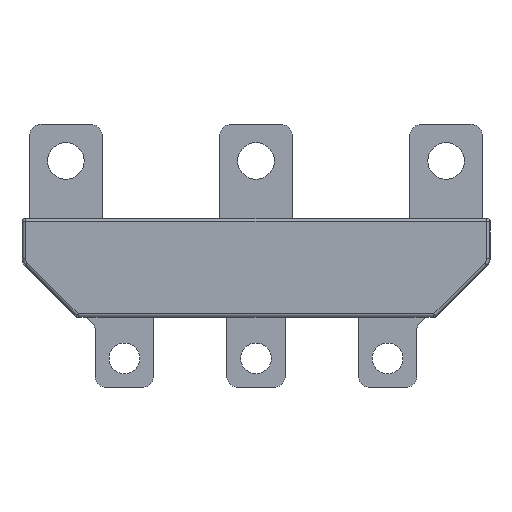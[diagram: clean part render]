
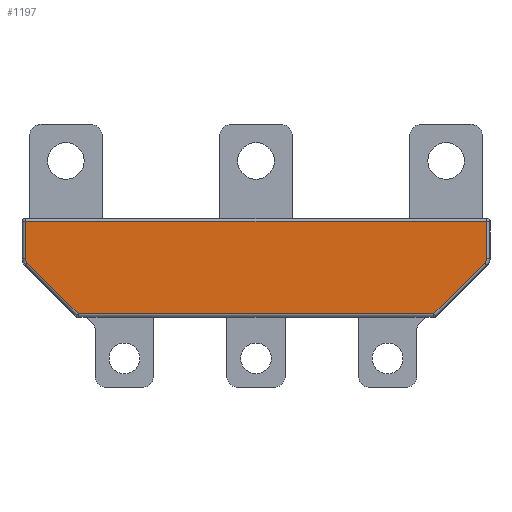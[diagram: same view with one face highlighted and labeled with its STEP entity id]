
A CAD part, top view. The second image highlights one B-rep face of the part: STEP entity #1197.
In plain terms, the highlighted planar face has unit normal (0, 0, 1).
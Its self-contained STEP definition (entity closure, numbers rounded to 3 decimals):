
#1197=ADVANCED_FACE('PLAN_FACE7',(#1885),#1692,.T.);
#1692=PLANE('',#9070);
#1885=FACE_OUTER_BOUND('',#2336,.T.);
#2336=EDGE_LOOP('',(#3013,#3014,#3015,#3016,#3017,#3018,#3019,#3020));
#2893=ELLIPSE('',#9068,2.,2.);
#2894=ELLIPSE('',#9069,2.,2.);
#3013=ORIENTED_EDGE('',*,*,#6508,.T.);
#3014=ORIENTED_EDGE('',*,*,#6509,.T.);
#3015=ORIENTED_EDGE('',*,*,#6510,.T.);
#3016=ORIENTED_EDGE('',*,*,#6511,.T.);
#3017=ORIENTED_EDGE('',*,*,#6512,.T.);
#3018=ORIENTED_EDGE('',*,*,#6513,.T.);
#3019=ORIENTED_EDGE('',*,*,#6514,.T.);
#3020=ORIENTED_EDGE('',*,*,#6515,.T.);
#5610=VERTEX_POINT('',#12082);
#5611=VERTEX_POINT('',#12083);
#5612=VERTEX_POINT('',#12085);
#5613=VERTEX_POINT('',#12087);
#5614=VERTEX_POINT('',#12089);
#5615=VERTEX_POINT('',#12091);
#5616=VERTEX_POINT('',#12093);
#5617=VERTEX_POINT('',#12095);
#6508=EDGE_CURVE('',#5610,#5611,#7861,.T.);
#6509=EDGE_CURVE('',#5611,#5612,#7862,.T.);
#6510=EDGE_CURVE('',#5612,#5613,#2893,.T.);
#6511=EDGE_CURVE('',#5613,#5614,#7863,.T.);
#6512=EDGE_CURVE('',#5614,#5615,#7864,.T.);
#6513=EDGE_CURVE('',#5615,#5616,#7865,.T.);
#6514=EDGE_CURVE('',#5616,#5617,#2894,.T.);
#6515=EDGE_CURVE('',#5617,#5610,#7866,.T.);
#7861=LINE('',#12081,#8467);
#7862=LINE('',#12084,#8468);
#7863=LINE('',#12088,#8469);
#7864=LINE('',#12090,#8470);
#7865=LINE('',#12092,#8471);
#7866=LINE('',#12096,#8472);
#8467=VECTOR('',#9884,1.);
#8468=VECTOR('',#9885,1.);
#8469=VECTOR('',#9888,1.);
#8470=VECTOR('',#9889,1.);
#8471=VECTOR('',#9890,1.);
#8472=VECTOR('',#9893,1.);
#9068=AXIS2_PLACEMENT_3D('',#12086,#9886,#9887);
#9069=AXIS2_PLACEMENT_3D('',#12094,#9891,#9892);
#9070=AXIS2_PLACEMENT_3D('',#12097,#9894,#9895);
#9884=DIRECTION('',(1.,0.,0.));
#9885=DIRECTION('',(0.707,0.707,0.));
#9886=DIRECTION('',(0.,0.,1.));
#9887=DIRECTION('',(0.924,-0.383,0.));
#9888=DIRECTION('',(0.,1.,0.));
#9889=DIRECTION('',(-1.,0.,0.));
#9890=DIRECTION('',(0.,-1.,0.));
#9891=DIRECTION('',(0.,0.,1.));
#9892=DIRECTION('',(-0.924,-0.383,0.));
#9893=DIRECTION('',(0.707,-0.707,0.));
#9894=DIRECTION('',(0.,0.,1.));
#9895=DIRECTION('',(1.,0.,0.));
#12081=CARTESIAN_POINT('',(-39.5,-12.799,12.5));
#12082=CARTESIAN_POINT('',(-60.829,-12.799,12.5));
#12083=CARTESIAN_POINT('',(60.829,-12.799,12.5));
#12084=CARTESIAN_POINT('',(16.064,-57.564,12.5));
#12085=CARTESIAN_POINT('',(78.213,4.585,12.5));
#12086=CARTESIAN_POINT('',(76.799,6.,12.5));
#12087=CARTESIAN_POINT('',(78.799,5.999,12.5));
#12088=CARTESIAN_POINT('',(78.799,-3.,12.5));
#12089=CARTESIAN_POINT('',(78.799,18.799,12.5));
#12090=CARTESIAN_POINT('',(-39.5,18.799,12.5));
#12091=CARTESIAN_POINT('',(-78.799,18.799,12.5));
#12092=CARTESIAN_POINT('',(-78.799,-3.,12.5));
#12093=CARTESIAN_POINT('',(-78.799,5.999,12.5));
#12094=CARTESIAN_POINT('',(-76.799,6.,12.5));
#12095=CARTESIAN_POINT('',(-78.213,4.585,12.5));
#12096=CARTESIAN_POINT('',(-36.864,-36.764,12.5));
#12097=CARTESIAN_POINT('',(-39.5,-3.,12.5));
